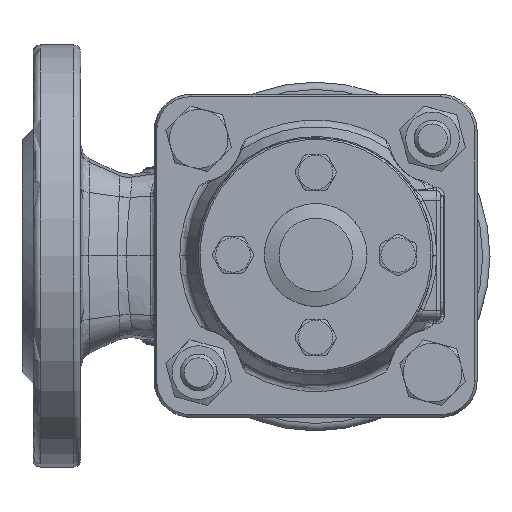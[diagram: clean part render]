
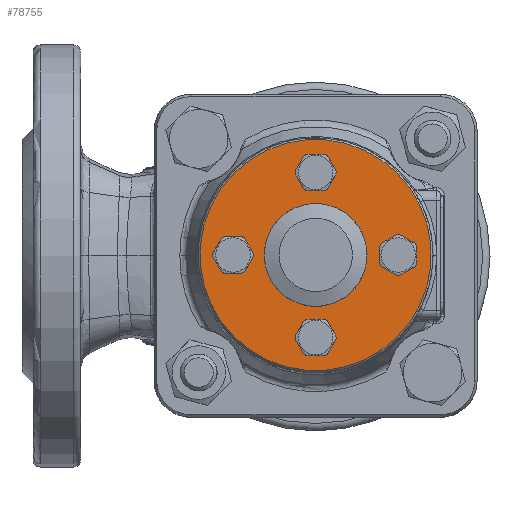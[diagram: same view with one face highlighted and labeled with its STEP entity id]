
A CAD part, top view. The second image highlights one B-rep face of the part: STEP entity #78755.
In plain terms, the highlighted planar face has unit normal (0, 0, 1).
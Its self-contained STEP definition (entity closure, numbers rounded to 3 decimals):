
#78519=CARTESIAN_POINT('',(22.274,-22.274,152.95));
#78520=VERTEX_POINT('',#78519);
#78521=CARTESIAN_POINT('',(-22.274,22.274,152.95));
#78522=VERTEX_POINT('',#78521);
#78523=CARTESIAN_POINT('',(-0.,-0.,152.95));
#78524=DIRECTION('',(0.,-0.,1.));
#78525=DIRECTION('',(-0.707,0.707,0.));
#78526=AXIS2_PLACEMENT_3D('',#78523,#78524,#78525);
#78527=CIRCLE('',#78526,31.5);
#78528=EDGE_CURVE('NONE',#78520,#78522,#78527,.T.);
#78530=CARTESIAN_POINT('',(-0.,-0.,152.95));
#78531=DIRECTION('',(0.,-0.,1.));
#78532=DIRECTION('',(-0.707,0.707,0.));
#78533=AXIS2_PLACEMENT_3D('',#78530,#78531,#78532);
#78534=CIRCLE('',#78533,31.5);
#78535=EDGE_CURVE('NONE',#78522,#78520,#78534,.T.);
#78591=CARTESIAN_POINT('',(-9.899,9.899,152.95));
#78592=VERTEX_POINT('',#78591);
#78593=CARTESIAN_POINT('',(9.899,-9.899,152.95));
#78594=VERTEX_POINT('',#78593);
#78595=CARTESIAN_POINT('',(-0.,-0.,152.95));
#78596=DIRECTION('',(-0.,0.,-1.));
#78597=DIRECTION('',(-0.707,0.707,0.));
#78598=AXIS2_PLACEMENT_3D('',#78595,#78596,#78597);
#78599=CIRCLE('',#78598,14.);
#78600=EDGE_CURVE('NONE',#78592,#78594,#78599,.T.);
#78602=CARTESIAN_POINT('',(-0.,-0.,152.95));
#78603=DIRECTION('',(-0.,0.,-1.));
#78604=DIRECTION('',(-0.707,0.707,0.));
#78605=AXIS2_PLACEMENT_3D('',#78602,#78603,#78604);
#78606=CIRCLE('',#78605,14.);
#78607=EDGE_CURVE('NONE',#78594,#78592,#78606,.T.);
#78742=CARTESIAN_POINT('',(-22.627,-22.627,152.95));
#78743=DIRECTION('',(-0.,0.,-1.));
#78744=DIRECTION('',(-0.707,0.707,0.));
#78745=AXIS2_PLACEMENT_3D('',#78742,#78743,#78744);
#78746=PLANE('',#78745);
#78747=ORIENTED_EDGE('',*,*,#78535,.T.);
#78748=ORIENTED_EDGE('',*,*,#78528,.T.);
#78749=EDGE_LOOP('',(#78747,#78748));
#78750=FACE_BOUND('',#78749,.T.);
#78751=ORIENTED_EDGE('',*,*,#78600,.T.);
#78752=ORIENTED_EDGE('',*,*,#78607,.T.);
#78753=EDGE_LOOP('',(#78751,#78752));
#78754=FACE_BOUND('',#78753,.T.);
#78755=ADVANCED_FACE('NONE',(#78750,#78754),#78746,.F.);
